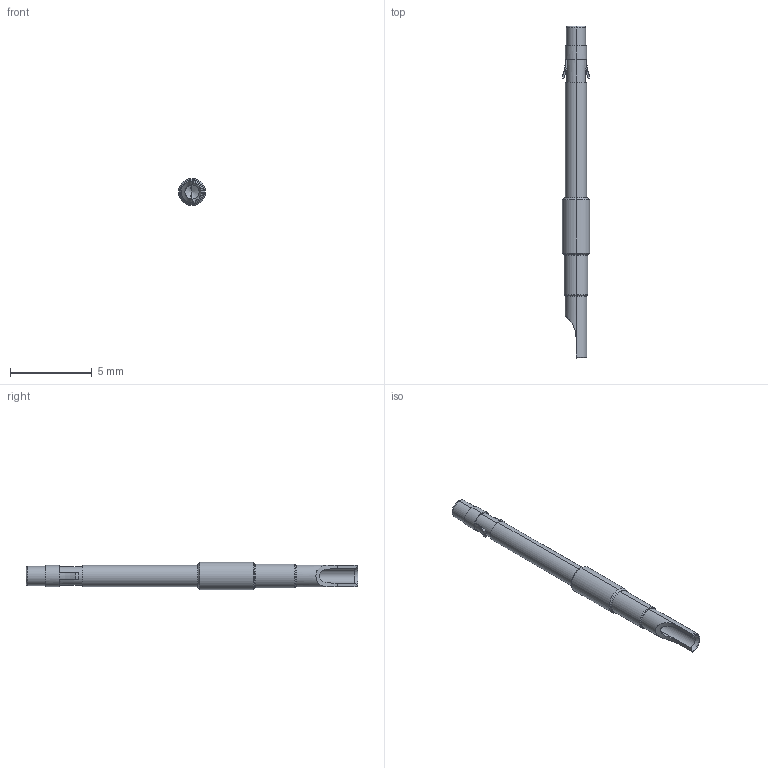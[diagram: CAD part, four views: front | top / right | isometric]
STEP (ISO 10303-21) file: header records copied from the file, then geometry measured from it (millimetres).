
FILE_DESCRIPTION (( 'STEP AP203' ), '1' );
FILE_NAME ('C-ICO60 A1 S1S5.STEP', '2011-04-25T20:27:34', ( 'Spare' ), ( 'Microsoft' ), 'SwSTEP 2.0', 'SolidWorks 2011', '' );
FILE_SCHEMA (( 'CONFIG_CONTROL_DESIGN' ));
Length unit declared in the file: inch
Products named in the file (1): C-ICO60 A1 S1S5
Bounding box: 1.65 x 20.26 x 1.65 mm (x, y, z)
Volume: 24.7 mm3; surface area: 107.6 mm2
Topology: 1 solids, 1 shells, 69 faces, 156 edges, 91 vertices
Faces by surface type: cylinder 19, plane 18, torus 16, cone 16
Entity records: 2097 total; most frequent: CARTESIAN_POINT 467, DIRECTION 354, ORIENTED_EDGE 308, EDGE_CURVE 154, AXIS2_PLACEMENT_3D 152, VERTEX_POINT 91, CIRCLE 82, EDGE_LOOP 73
